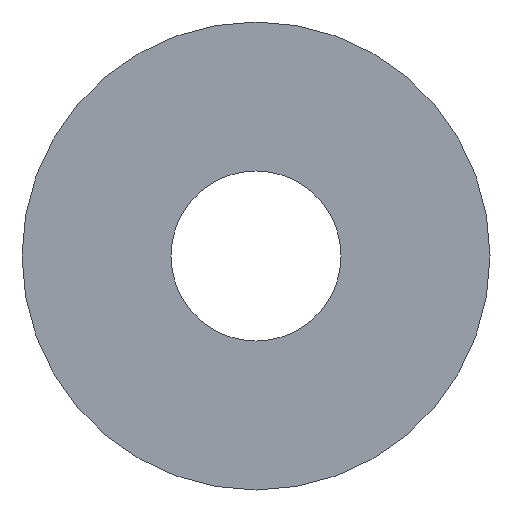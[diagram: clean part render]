
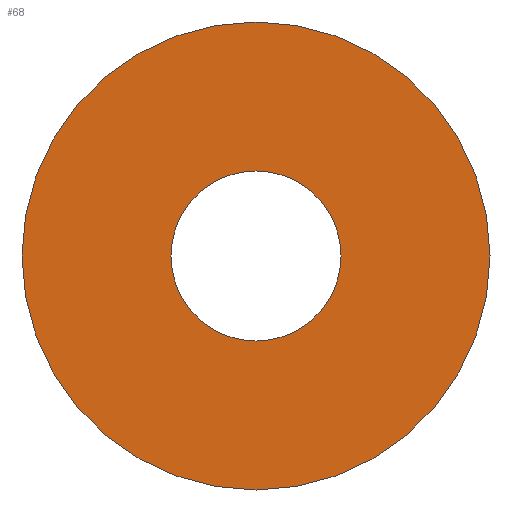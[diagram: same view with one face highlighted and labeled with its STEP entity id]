
A CAD part, front view. The second image highlights one B-rep face of the part: STEP entity #68.
In plain terms, the highlighted planar face has unit normal (0, -1, 0).
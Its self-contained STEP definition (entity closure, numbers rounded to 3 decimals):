
#4 = ORIENTED_EDGE ( 'NONE', *, *, #83, .T. ) ;
#6 = EDGE_LOOP ( 'NONE', ( #4, #190 ) ) ;
#15 = CARTESIAN_POINT ( 'NONE',  ( 0., 0., 0. ) ) ;
#19 = ORIENTED_EDGE ( 'NONE', *, *, #22, .F. ) ;
#22 = EDGE_CURVE ( 'NONE', #153, #82, #185, .T. ) ;
#23 = CARTESIAN_POINT ( 'NONE',  ( 0., 0., 0. ) ) ;
#24 = CARTESIAN_POINT ( 'NONE',  ( 0., 0., 11. ) ) ;
#27 = FACE_BOUND ( 'NONE', #6, .T. ) ;
#28 = EDGE_CURVE ( 'NONE', #82, #153, #111, .T. ) ;
#29 = DIRECTION ( 'NONE',  ( 0., 1., 0. ) ) ;
#37 = VERTEX_POINT ( 'NONE', #46 ) ;
#46 = CARTESIAN_POINT ( 'NONE',  ( 0., 0., 4. ) ) ;
#47 = DIRECTION ( 'NONE',  ( 0., 0., 1. ) ) ;
#54 = CIRCLE ( 'NONE', #87, 4. ) ;
#65 = DIRECTION ( 'NONE',  ( 0., 0., 1. ) ) ;
#67 = CARTESIAN_POINT ( 'NONE',  ( 0., 0., -11. ) ) ;
#68 = ADVANCED_FACE ( 'NONE', ( #27, #156 ), #192, .T. ) ;
#82 = VERTEX_POINT ( 'NONE', #24 ) ;
#83 = EDGE_CURVE ( 'NONE', #37, #117, #120, .T. ) ;
#87 = AXIS2_PLACEMENT_3D ( 'NONE', #15, #89, #184 ) ;
#89 = DIRECTION ( 'NONE',  ( 0., 1., 0. ) ) ;
#106 = CARTESIAN_POINT ( 'NONE',  ( 0., 0., 0. ) ) ;
#111 = CIRCLE ( 'NONE', #167, 11. ) ;
#116 = AXIS2_PLACEMENT_3D ( 'NONE', #195, #236, #240 ) ;
#117 = VERTEX_POINT ( 'NONE', #238 ) ;
#120 = CIRCLE ( 'NONE', #226, 4. ) ;
#136 = AXIS2_PLACEMENT_3D ( 'NONE', #23, #212, #65 ) ;
#138 = CARTESIAN_POINT ( 'NONE',  ( 0., 0., 0. ) ) ;
#153 = VERTEX_POINT ( 'NONE', #67 ) ;
#156 = FACE_OUTER_BOUND ( 'NONE', #230, .T. ) ;
#167 = AXIS2_PLACEMENT_3D ( 'NONE', #138, #215, #47 ) ;
#179 = DIRECTION ( 'NONE',  ( 0., 0., 1. ) ) ;
#184 = DIRECTION ( 'NONE',  ( 0., 0., 1. ) ) ;
#185 = CIRCLE ( 'NONE', #136, 11. ) ;
#190 = ORIENTED_EDGE ( 'NONE', *, *, #214, .T. ) ;
#192 = PLANE ( 'NONE',  #116 ) ;
#195 = CARTESIAN_POINT ( 'NONE',  ( 11., 0., 0. ) ) ;
#210 = ORIENTED_EDGE ( 'NONE', *, *, #28, .F. ) ;
#212 = DIRECTION ( 'NONE',  ( 0., 1., 0. ) ) ;
#214 = EDGE_CURVE ( 'NONE', #117, #37, #54, .T. ) ;
#215 = DIRECTION ( 'NONE',  ( 0., 1., 0. ) ) ;
#226 = AXIS2_PLACEMENT_3D ( 'NONE', #106, #29, #179 ) ;
#230 = EDGE_LOOP ( 'NONE', ( #210, #19 ) ) ;
#236 = DIRECTION ( 'NONE',  ( 0., -1., 0. ) ) ;
#238 = CARTESIAN_POINT ( 'NONE',  ( 0., 0., -4. ) ) ;
#240 = DIRECTION ( 'NONE',  ( 0., 0., -1. ) ) ;
